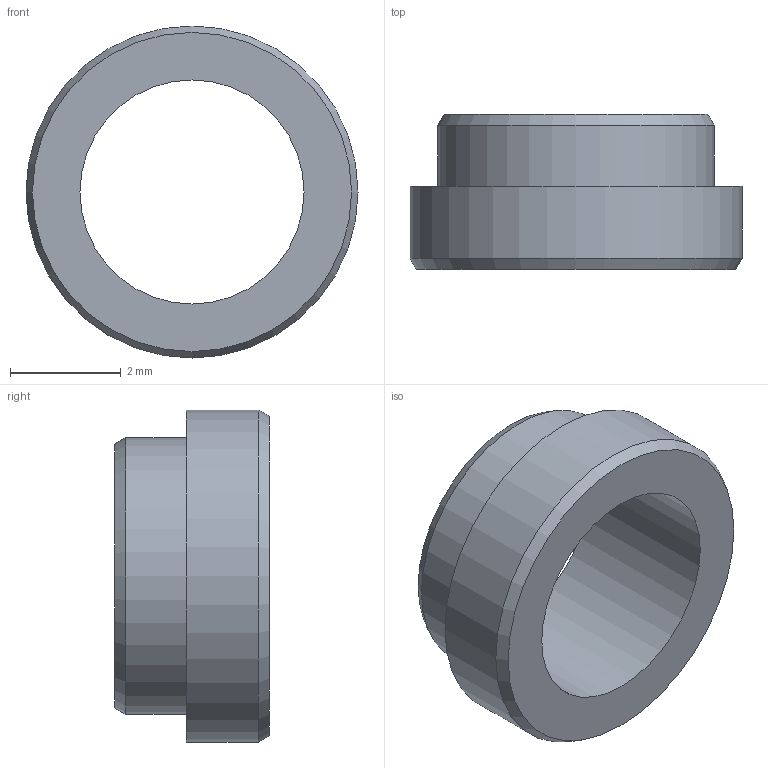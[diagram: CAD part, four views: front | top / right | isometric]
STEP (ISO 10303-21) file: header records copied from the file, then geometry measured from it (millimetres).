
FILE_DESCRIPTION(/* description */ ('STEP AP214'),/* implementation_level */ '2;1');
FILE_NAME(/* name */ '571033_ZBV-6-5',/* time_stamp */ '2024-09-18T14:25:49+02:00',/* author */ ('License CC BY-ND 4.0'),/* organization */ ('CADENAS'),/* preprocessor_version */ 'ST-DEVELOPER v19.3',/* originating_system */ 'PARTsolutions',/* authorisation */ ' ');
FILE_SCHEMA (('AUTOMOTIVE_DESIGN {1 0 10303 214 3 1 1}'));
Length unit declared in the file: millimetre
Products named in the file (1): 571033 ZBV-6-5
Bounding box: 6 x 2.8 x 6 mm (x, y, z)
Volume: 31.5 mm3; surface area: 112.1 mm2
Topology: 1 solids, 1 shells, 8 faces, 13 edges, 8 vertices
Faces by surface type: plane 3, cylinder 3, cone 2
Full cylindrical faces by diameter (mm): 4.05 x1, 5 x1, 6 x1
Entity records: 198 total; most frequent: DIRECTION 34, CARTESIAN_POINT 25, AXIS2_PLACEMENT_3D 17, ORIENTED_EDGE 16, EDGE_LOOP 16, FACE_BOUND 16, EDGE_CURVE 8, VERTEX_POINT 8
